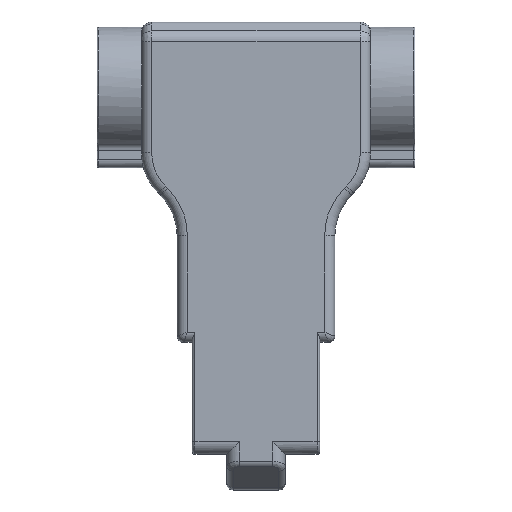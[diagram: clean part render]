
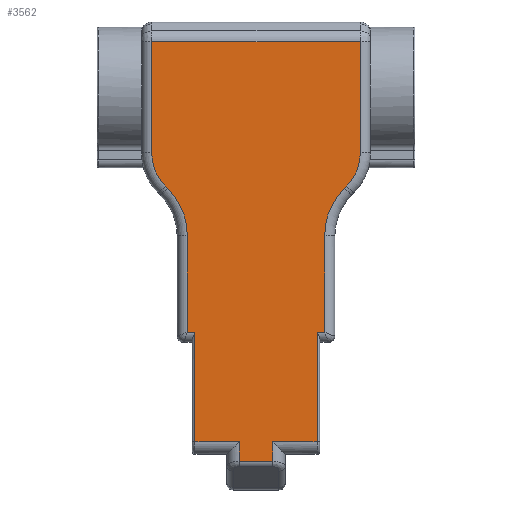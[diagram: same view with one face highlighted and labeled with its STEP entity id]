
A CAD part, front view. The second image highlights one B-rep face of the part: STEP entity #3562.
In plain terms, the highlighted planar face has unit normal (0, -1, 0).
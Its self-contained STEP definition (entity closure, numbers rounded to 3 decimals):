
#103=PLANE('',#3908);
#202=LINE('',#5853,#459);
#216=LINE('',#5896,#473);
#238=LINE('',#5962,#495);
#239=LINE('',#5966,#496);
#240=LINE('',#5970,#497);
#241=LINE('',#5972,#498);
#242=LINE('',#5974,#499);
#243=LINE('',#5976,#500);
#244=LINE('',#5978,#501);
#245=LINE('',#5980,#502);
#246=LINE('',#5982,#503);
#247=LINE('',#5984,#504);
#248=LINE('',#5986,#505);
#249=LINE('',#5988,#506);
#250=LINE('',#5990,#507);
#251=LINE('',#5994,#508);
#459=VECTOR('',#4560,10.);
#473=VECTOR('',#4596,10.);
#495=VECTOR('',#4666,10.);
#496=VECTOR('',#4669,10.);
#497=VECTOR('',#4672,10.);
#498=VECTOR('',#4673,10.);
#499=VECTOR('',#4674,10.);
#500=VECTOR('',#4675,10.);
#501=VECTOR('',#4676,10.);
#502=VECTOR('',#4677,10.);
#503=VECTOR('',#4678,10.);
#504=VECTOR('',#4679,10.);
#505=VECTOR('',#4680,10.);
#506=VECTOR('',#4681,10.);
#507=VECTOR('',#4682,10.);
#508=VECTOR('',#4685,10.);
#825=FACE_OUTER_BOUND('',#1057,.T.);
#1057=EDGE_LOOP('',(#2698,#2699,#2700,#2701,#2702,#2703,#2704,#2705,#2706,
#2707,#2708,#2709,#2710,#2711,#2712,#2713,#2714,#2715,#2716,#2717));
#1321=CIRCLE('',#3909,37.);
#1322=CIRCLE('',#3910,53.);
#1323=CIRCLE('',#3911,53.);
#1324=CIRCLE('',#3912,37.);
#1581=VERTEX_POINT('',#5850);
#1582=VERTEX_POINT('',#5852);
#1599=VERTEX_POINT('',#5893);
#1600=VERTEX_POINT('',#5895);
#1621=VERTEX_POINT('',#5963);
#1622=VERTEX_POINT('',#5965);
#1623=VERTEX_POINT('',#5967);
#1624=VERTEX_POINT('',#5969);
#1625=VERTEX_POINT('',#5971);
#1626=VERTEX_POINT('',#5973);
#1627=VERTEX_POINT('',#5975);
#1628=VERTEX_POINT('',#5977);
#1629=VERTEX_POINT('',#5979);
#1630=VERTEX_POINT('',#5981);
#1631=VERTEX_POINT('',#5983);
#1632=VERTEX_POINT('',#5985);
#1633=VERTEX_POINT('',#5987);
#1634=VERTEX_POINT('',#5989);
#1635=VERTEX_POINT('',#5991);
#1636=VERTEX_POINT('',#5993);
#1959=EDGE_CURVE('',#1581,#1582,#202,.T.);
#1980=EDGE_CURVE('',#1599,#1600,#216,.T.);
#2014=EDGE_CURVE('',#1600,#1581,#238,.T.);
#2015=EDGE_CURVE('',#1621,#1599,#1321,.T.);
#2016=EDGE_CURVE('',#1622,#1621,#239,.T.);
#2017=EDGE_CURVE('',#1623,#1622,#1322,.T.);
#2018=EDGE_CURVE('',#1624,#1623,#240,.T.);
#2019=EDGE_CURVE('',#1625,#1624,#241,.T.);
#2020=EDGE_CURVE('',#1625,#1626,#242,.T.);
#2021=EDGE_CURVE('',#1627,#1626,#243,.T.);
#2022=EDGE_CURVE('',#1628,#1627,#244,.T.);
#2023=EDGE_CURVE('',#1629,#1628,#245,.T.);
#2024=EDGE_CURVE('',#1630,#1629,#246,.T.);
#2025=EDGE_CURVE('',#1631,#1630,#247,.T.);
#2026=EDGE_CURVE('',#1632,#1631,#248,.T.);
#2027=EDGE_CURVE('',#1633,#1632,#249,.T.);
#2028=EDGE_CURVE('',#1634,#1633,#250,.T.);
#2029=EDGE_CURVE('',#1635,#1634,#1323,.T.);
#2030=EDGE_CURVE('',#1636,#1635,#251,.T.);
#2031=EDGE_CURVE('',#1582,#1636,#1324,.T.);
#2698=ORIENTED_EDGE('',*,*,#1959,.F.);
#2699=ORIENTED_EDGE('',*,*,#2014,.F.);
#2700=ORIENTED_EDGE('',*,*,#1980,.F.);
#2701=ORIENTED_EDGE('',*,*,#2015,.F.);
#2702=ORIENTED_EDGE('',*,*,#2016,.F.);
#2703=ORIENTED_EDGE('',*,*,#2017,.F.);
#2704=ORIENTED_EDGE('',*,*,#2018,.F.);
#2705=ORIENTED_EDGE('',*,*,#2019,.F.);
#2706=ORIENTED_EDGE('',*,*,#2020,.T.);
#2707=ORIENTED_EDGE('',*,*,#2021,.F.);
#2708=ORIENTED_EDGE('',*,*,#2022,.F.);
#2709=ORIENTED_EDGE('',*,*,#2023,.F.);
#2710=ORIENTED_EDGE('',*,*,#2024,.F.);
#2711=ORIENTED_EDGE('',*,*,#2025,.F.);
#2712=ORIENTED_EDGE('',*,*,#2026,.F.);
#2713=ORIENTED_EDGE('',*,*,#2027,.F.);
#2714=ORIENTED_EDGE('',*,*,#2028,.F.);
#2715=ORIENTED_EDGE('',*,*,#2029,.F.);
#2716=ORIENTED_EDGE('',*,*,#2030,.F.);
#2717=ORIENTED_EDGE('',*,*,#2031,.F.);
#3562=ADVANCED_FACE('',(#825),#103,.T.);
#3908=AXIS2_PLACEMENT_3D('',#5961,#4664,#4665);
#3909=AXIS2_PLACEMENT_3D('',#5964,#4667,#4668);
#3910=AXIS2_PLACEMENT_3D('',#5968,#4670,#4671);
#3911=AXIS2_PLACEMENT_3D('',#5992,#4683,#4684);
#3912=AXIS2_PLACEMENT_3D('',#5995,#4686,#4687);
#4560=DIRECTION('',(0.,0.,-1.));
#4596=DIRECTION('',(0.,0.,1.));
#4664=DIRECTION('center_axis',(0.,-1.,0.));
#4665=DIRECTION('ref_axis',(0.,0.,-1.));
#4666=DIRECTION('',(1.,0.,0.));
#4667=DIRECTION('center_axis',(0.,1.,0.));
#4668=DIRECTION('ref_axis',(-0.924,0.,-0.383));
#4669=DIRECTION('',(-0.707,0.,0.707));
#4670=DIRECTION('center_axis',(0.,-1.,0.));
#4671=DIRECTION('ref_axis',(0.924,0.,0.383));
#4672=DIRECTION('',(0.,0.,1.));
#4673=DIRECTION('',(-1.,0.,0.));
#4674=DIRECTION('',(0.,0.,-1.));
#4675=DIRECTION('',(-1.,0.,0.));
#4676=DIRECTION('',(0.,0.,1.));
#4677=DIRECTION('',(-1.,0.,0.));
#4678=DIRECTION('',(0.,0.,-1.));
#4679=DIRECTION('',(-1.,0.,0.));
#4680=DIRECTION('',(0.,0.,-1.));
#4681=DIRECTION('',(-1.,0.,0.));
#4682=DIRECTION('',(0.,0.,-1.));
#4683=DIRECTION('center_axis',(0.,-1.,0.));
#4684=DIRECTION('ref_axis',(-0.924,0.,0.383));
#4685=DIRECTION('',(-0.707,0.,-0.707));
#4686=DIRECTION('center_axis',(0.,1.,0.));
#4687=DIRECTION('ref_axis',(0.924,0.,-0.383));
#5850=CARTESIAN_POINT('',(82.,-47.,106.648));
#5852=CARTESIAN_POINT('',(82.,-47.,19.154));
#5853=CARTESIAN_POINT('',(82.,-47.,59.));
#5893=CARTESIAN_POINT('',(-82.,-47.,19.154));
#5895=CARTESIAN_POINT('',(-82.,-47.,106.648));
#5896=CARTESIAN_POINT('',(-82.,-47.,-1.743));
#5961=CARTESIAN_POINT('Origin',(0.,-47.,-4.));
#5962=CARTESIAN_POINT('',(0.,-47.,106.648));
#5963=CARTESIAN_POINT('',(-71.163,-47.,-7.009));
#5964=CARTESIAN_POINT('Origin',(-45.,-47.,19.154));
#5965=CARTESIAN_POINT('',(-69.523,-47.,-8.648));
#5966=CARTESIAN_POINT('',(-46.714,-47.,-31.457));
#5967=CARTESIAN_POINT('',(-54.,-47.,-46.125));
#5968=CARTESIAN_POINT('Origin',(-107.,-47.,-46.125));
#5969=CARTESIAN_POINT('',(-54.,-47.,-122.));
#5970=CARTESIAN_POINT('',(-54.,-47.,-67.));
#5971=CARTESIAN_POINT('',(-48.,-47.,-122.));
#5972=CARTESIAN_POINT('',(31.,-47.,-122.));
#5973=CARTESIAN_POINT('',(-48.,-47.,-208.));
#5974=CARTESIAN_POINT('',(-48.,-47.,-67.));
#5975=CARTESIAN_POINT('',(-13.,-47.,-208.));
#5976=CARTESIAN_POINT('',(0.,-47.,-208.));
#5977=CARTESIAN_POINT('',(-13.,-47.,-223.481));
#5978=CARTESIAN_POINT('',(-13.,-47.,-67.));
#5979=CARTESIAN_POINT('',(13.,-47.,-223.481));
#5980=CARTESIAN_POINT('',(0.,-47.,-223.481));
#5981=CARTESIAN_POINT('',(13.,-47.,-208.));
#5982=CARTESIAN_POINT('',(13.,-47.,-67.));
#5983=CARTESIAN_POINT('',(48.,-47.,-208.));
#5984=CARTESIAN_POINT('',(0.,-47.,-208.));
#5985=CARTESIAN_POINT('',(48.,-47.,-122.));
#5986=CARTESIAN_POINT('',(48.,-47.,-67.));
#5987=CARTESIAN_POINT('',(54.,-47.,-122.));
#5988=CARTESIAN_POINT('',(31.,-47.,-122.));
#5989=CARTESIAN_POINT('',(54.,-47.,-46.125));
#5990=CARTESIAN_POINT('',(54.,-47.,-15.743));
#5991=CARTESIAN_POINT('',(69.523,-47.,-8.648));
#5992=CARTESIAN_POINT('Origin',(107.,-47.,-46.125));
#5993=CARTESIAN_POINT('',(71.163,-47.,-7.009));
#5994=CARTESIAN_POINT('',(60.714,-47.,-17.457));
#5995=CARTESIAN_POINT('Origin',(45.,-47.,19.154));
